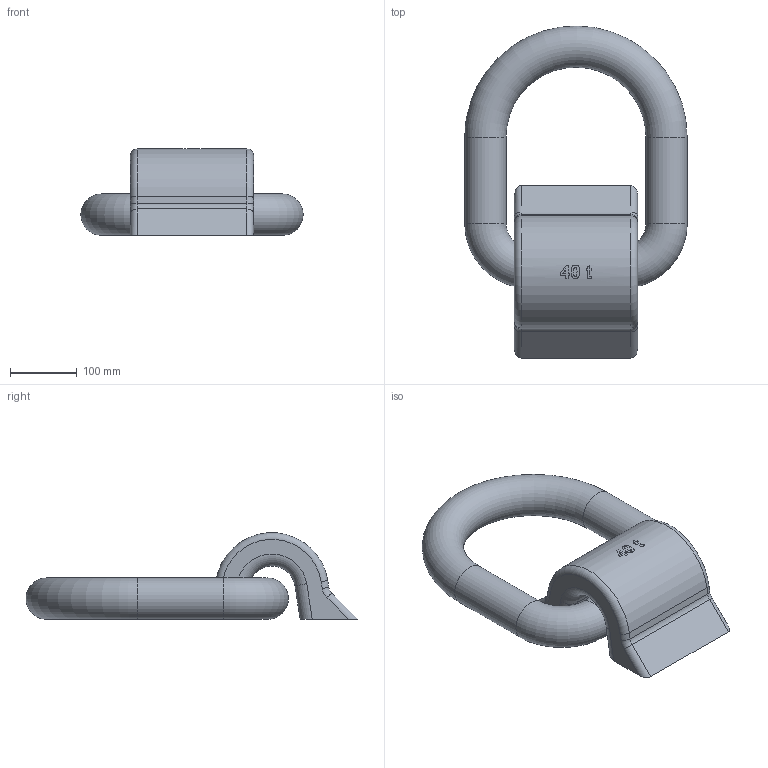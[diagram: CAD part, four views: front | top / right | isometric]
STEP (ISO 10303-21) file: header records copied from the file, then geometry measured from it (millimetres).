
FILE_DESCRIPTION(/* description */ (''),/* implementation_level */ '2;1');
FILE_NAME(/* name */ 'TAPS 40 90°.stp',/* time_stamp */ '2022-05-30T08:32:43+02:00',/* author */ (''),/* organization */ (''),/* preprocessor_version */ 'ST-DEVELOPER v16',/* originating_system */ 'SIEMENS PLM Software NX 11.0',/* authorisation */ '');
FILE_SCHEMA (('AUTOMOTIVE_DESIGN { 1 0 10303 214 3 1 1 1 }'));
Length unit declared in the file: millimetre
Products named in the file (1): CAD73804E59Cohep
Bounding box: 334 x 498.64 x 130 mm (x, y, z)
Volume: 5953942 mm3; surface area: 367767.4 mm2
Topology: 2 solids, 2 shells, 84 faces, 209 edges, 132 vertices
Faces by surface type: plane 34, cylinder 24, extrusion 15, torus 11
Full cylindrical faces by diameter (mm): 62 x3
Entity records: 2842 total; most frequent: CARTESIAN_POINT 819, ORIENTED_EDGE 406, DIRECTION 402, EDGE_CURVE 203, AXIS2_PLACEMENT_3D 144, VERTEX_POINT 132, VECTOR 114, LINE 99
